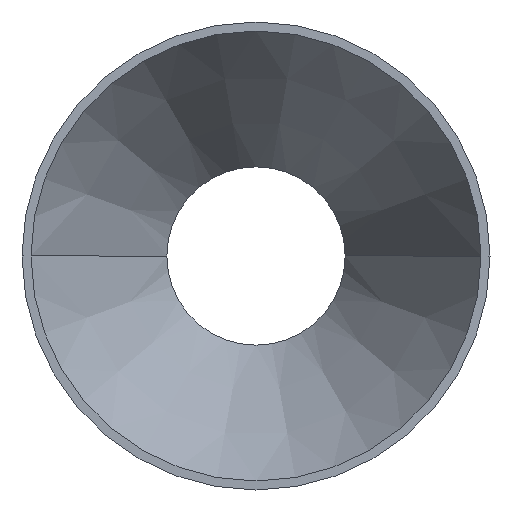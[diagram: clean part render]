
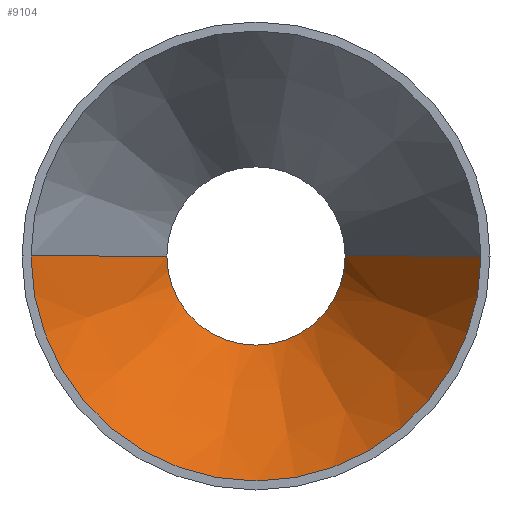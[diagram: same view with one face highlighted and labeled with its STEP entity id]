
A CAD part, front view. The second image highlights one B-rep face of the part: STEP entity #9104.
In plain terms, the highlighted conical face has half-angle 30.256 degrees and reference radius 29.136 mm.
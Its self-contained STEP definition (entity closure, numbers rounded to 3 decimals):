
#55 = DIRECTION ( 'NONE',  ( 1., 0., 0. ) ) ;
#1372 = CARTESIAN_POINT ( 'NONE',  ( 11.431, -10.152, 0. ) ) ;
#1669 = ORIENTED_EDGE ( 'NONE', *, *, #2112, .T. ) ;
#2112 = EDGE_CURVE ( 'NONE', #51276, #49595, #23564, .T. ) ;
#6753 = ORIENTED_EDGE ( 'NONE', *, *, #15858, .T. ) ;
#7662 = ORIENTED_EDGE ( 'NONE', *, *, #43051, .F. ) ;
#8142 = CARTESIAN_POINT ( 'NONE',  ( 29.136, -40.504, 0. ) ) ;
#9104 = ADVANCED_FACE ( 'NONE', ( #32167 ), #40382, .F. ) ;
#9805 = LINE ( 'NONE', #8142, #36925 ) ;
#12774 = DIRECTION ( 'NONE',  ( 0., -1., 0. ) ) ;
#12831 = CIRCLE ( 'NONE', #41405, 11.431 ) ;
#15272 = CARTESIAN_POINT ( 'NONE',  ( 28.842, -40., 0. ) ) ;
#15858 = EDGE_CURVE ( 'NONE', #35184, #51276, #45459, .T. ) ;
#23564 = CIRCLE ( 'NONE', #31246, 28.842 ) ;
#24122 = VERTEX_POINT ( 'NONE', #1372 ) ;
#24524 = CARTESIAN_POINT ( 'NONE',  ( 0., -40., 0. ) ) ;
#24547 = EDGE_CURVE ( 'NONE', #24122, #49595, #9805, .T. ) ;
#25494 = AXIS2_PLACEMENT_3D ( 'NONE', #43867, #39997, #44205 ) ;
#28242 = DIRECTION ( 'NONE',  ( 0.504, -0.864, 0. ) ) ;
#31246 = AXIS2_PLACEMENT_3D ( 'NONE', #24524, #48344, #55 ) ;
#32167 = FACE_OUTER_BOUND ( 'NONE', #41022, .T. ) ;
#34169 = DIRECTION ( 'NONE',  ( -0.504, -0.864, 0. ) ) ;
#34765 = VECTOR ( 'NONE', #34169, 1000. ) ;
#35184 = VERTEX_POINT ( 'NONE', #36730 ) ;
#36730 = CARTESIAN_POINT ( 'NONE',  ( -11.431, -10.152, 0. ) ) ;
#36925 = VECTOR ( 'NONE', #28242, 1000. ) ;
#36946 = CARTESIAN_POINT ( 'NONE',  ( 0., -10.152, 0. ) ) ;
#39997 = DIRECTION ( 'NONE',  ( 0., -1., 0. ) ) ;
#40382 = CONICAL_SURFACE ( 'NONE', #25494, 29.136, 0.528 ) ;
#41022 = EDGE_LOOP ( 'NONE', ( #7662, #6753, #1669, #42358 ) ) ;
#41405 = AXIS2_PLACEMENT_3D ( 'NONE', #36946, #12774, #48556 ) ;
#42358 = ORIENTED_EDGE ( 'NONE', *, *, #24547, .F. ) ;
#42807 = CARTESIAN_POINT ( 'NONE',  ( -29.136, -40.504, 0. ) ) ;
#43051 = EDGE_CURVE ( 'NONE', #35184, #24122, #12831, .T. ) ;
#43867 = CARTESIAN_POINT ( 'NONE',  ( 0., -40.504, 0. ) ) ;
#43939 = CARTESIAN_POINT ( 'NONE',  ( -28.842, -40., 0. ) ) ;
#44205 = DIRECTION ( 'NONE',  ( 1., 0., 0. ) ) ;
#45459 = LINE ( 'NONE', #42807, #34765 ) ;
#48344 = DIRECTION ( 'NONE',  ( 0., -1., 0. ) ) ;
#48556 = DIRECTION ( 'NONE',  ( 1., 0., 0. ) ) ;
#49595 = VERTEX_POINT ( 'NONE', #15272 ) ;
#51276 = VERTEX_POINT ( 'NONE', #43939 ) ;
